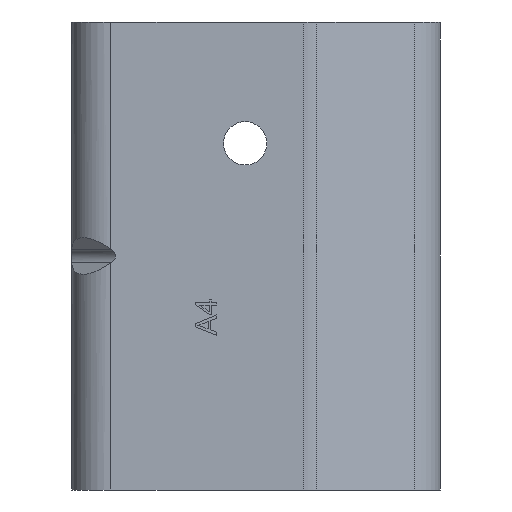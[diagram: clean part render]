
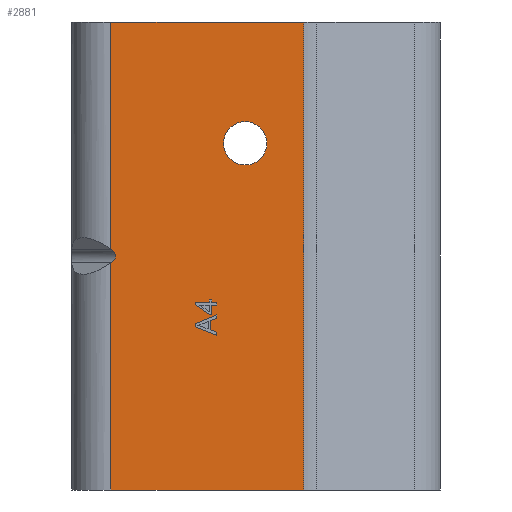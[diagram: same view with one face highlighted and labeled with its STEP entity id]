
A CAD part, left-side view. The second image highlights one B-rep face of the part: STEP entity #2881.
In plain terms, the highlighted planar face has unit normal (-1, 0, 0).
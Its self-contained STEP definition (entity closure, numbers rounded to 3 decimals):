
#46=FACE_BOUND('',#536,.T.);
#47=FACE_BOUND('',#537,.T.);
#48=FACE_BOUND('',#538,.T.);
#114=CIRCLE('',#3153,2.5);
#222=PLANE('',#3152);
#360=FACE_OUTER_BOUND('',#535,.T.);
#535=EDGE_LOOP('',(#2472,#2473,#2474,#2475,#2476,#2477,#2478,#2479));
#536=EDGE_LOOP('',(#2480));
#537=EDGE_LOOP('',(#2481,#2482,#2483,#2484,#2485,#2486,#2487,#2488));
#538=EDGE_LOOP('',(#2489,#2490,#2491,#2492,#2493,#2494,#2495,#2496,#2497,
#2498,#2499));
#616=LINE('',#4292,#918);
#630=LINE('',#4461,#932);
#631=LINE('',#4465,#933);
#632=LINE('',#4470,#934);
#761=LINE('',#4791,#1063);
#764=LINE('',#4796,#1066);
#766=LINE('',#4800,#1068);
#768=LINE('',#4804,#1070);
#770=LINE('',#4808,#1072);
#772=LINE('',#4812,#1074);
#775=LINE('',#4818,#1077);
#777=LINE('',#4822,#1079);
#779=LINE('',#4826,#1081);
#781=LINE('',#4830,#1083);
#783=LINE('',#4833,#1085);
#784=LINE('',#4837,#1086);
#788=LINE('',#4845,#1090);
#791=LINE('',#4851,#1093);
#794=LINE('',#4857,#1096);
#804=LINE('',#4878,#1106);
#807=LINE('',#4884,#1109);
#810=LINE('',#4890,#1112);
#813=LINE('',#4895,#1115);
#819=LINE('',#4936,#1121);
#820=LINE('',#4938,#1122);
#821=LINE('',#4939,#1123);
#918=VECTOR('',#3363,10.);
#932=VECTOR('',#3431,10.);
#933=VECTOR('',#3436,10.);
#934=VECTOR('',#3443,10.);
#1063=VECTOR('',#3736,10.);
#1066=VECTOR('',#3741,10.);
#1068=VECTOR('',#3745,10.);
#1070=VECTOR('',#3749,10.);
#1072=VECTOR('',#3753,10.);
#1074=VECTOR('',#3757,10.);
#1077=VECTOR('',#3764,10.);
#1079=VECTOR('',#3768,10.);
#1081=VECTOR('',#3772,10.);
#1083=VECTOR('',#3776,10.);
#1085=VECTOR('',#3780,10.);
#1086=VECTOR('',#3783,10.);
#1090=VECTOR('',#3789,10.);
#1093=VECTOR('',#3794,10.);
#1096=VECTOR('',#3799,10.);
#1106=VECTOR('',#3815,10.);
#1109=VECTOR('',#3820,10.);
#1112=VECTOR('',#3825,10.);
#1115=VECTOR('',#3830,10.);
#1121=VECTOR('',#3844,10.);
#1122=VECTOR('',#3845,10.);
#1123=VECTOR('',#3846,10.);
#1194=ELLIPSE('',#3011,1.414,1.);
#1256=VERTEX_POINT('',#4284);
#1257=VERTEX_POINT('',#4286);
#1258=VERTEX_POINT('',#4290);
#1276=VERTEX_POINT('',#4460);
#1277=VERTEX_POINT('',#4464);
#1278=VERTEX_POINT('',#4468);
#1387=VERTEX_POINT('',#4789);
#1388=VERTEX_POINT('',#4790);
#1389=VERTEX_POINT('',#4795);
#1390=VERTEX_POINT('',#4799);
#1391=VERTEX_POINT('',#4803);
#1392=VERTEX_POINT('',#4807);
#1393=VERTEX_POINT('',#4811);
#1394=VERTEX_POINT('',#4817);
#1395=VERTEX_POINT('',#4821);
#1396=VERTEX_POINT('',#4825);
#1397=VERTEX_POINT('',#4829);
#1398=VERTEX_POINT('',#4835);
#1399=VERTEX_POINT('',#4836);
#1402=VERTEX_POINT('',#4844);
#1404=VERTEX_POINT('',#4850);
#1406=VERTEX_POINT('',#4856);
#1414=VERTEX_POINT('',#4877);
#1416=VERTEX_POINT('',#4883);
#1418=VERTEX_POINT('',#4889);
#1424=VERTEX_POINT('',#4935);
#1425=VERTEX_POINT('',#4937);
#1426=VERTEX_POINT('',#4940);
#1545=EDGE_CURVE('',#1256,#1257,#1194,.T.);
#1548=EDGE_CURVE('',#1256,#1258,#616,.T.);
#1579=EDGE_CURVE('',#1276,#1257,#630,.T.);
#1581=EDGE_CURVE('',#1276,#1277,#631,.T.);
#1584=EDGE_CURVE('',#1278,#1258,#632,.T.);
#1739=EDGE_CURVE('',#1387,#1388,#761,.T.);
#1742=EDGE_CURVE('',#1388,#1389,#764,.T.);
#1744=EDGE_CURVE('',#1389,#1390,#766,.T.);
#1746=EDGE_CURVE('',#1390,#1391,#768,.T.);
#1748=EDGE_CURVE('',#1391,#1392,#770,.T.);
#1750=EDGE_CURVE('',#1392,#1393,#772,.T.);
#1753=EDGE_CURVE('',#1393,#1394,#775,.T.);
#1755=EDGE_CURVE('',#1394,#1395,#777,.T.);
#1757=EDGE_CURVE('',#1395,#1396,#779,.T.);
#1759=EDGE_CURVE('',#1396,#1397,#781,.T.);
#1761=EDGE_CURVE('',#1397,#1387,#783,.T.);
#1762=EDGE_CURVE('',#1398,#1399,#784,.T.);
#1766=EDGE_CURVE('',#1402,#1398,#788,.T.);
#1769=EDGE_CURVE('',#1404,#1402,#791,.T.);
#1772=EDGE_CURVE('',#1406,#1404,#794,.T.);
#1782=EDGE_CURVE('',#1414,#1406,#804,.T.);
#1785=EDGE_CURVE('',#1416,#1414,#807,.T.);
#1788=EDGE_CURVE('',#1418,#1416,#810,.T.);
#1791=EDGE_CURVE('',#1399,#1418,#813,.T.);
#1801=EDGE_CURVE('',#1278,#1424,#819,.T.);
#1802=EDGE_CURVE('',#1425,#1424,#820,.T.);
#1803=EDGE_CURVE('',#1425,#1277,#821,.T.);
#1804=EDGE_CURVE('',#1426,#1426,#114,.T.);
#2472=ORIENTED_EDGE('',*,*,#1548,.T.);
#2473=ORIENTED_EDGE('',*,*,#1584,.F.);
#2474=ORIENTED_EDGE('',*,*,#1801,.T.);
#2475=ORIENTED_EDGE('',*,*,#1802,.F.);
#2476=ORIENTED_EDGE('',*,*,#1803,.T.);
#2477=ORIENTED_EDGE('',*,*,#1581,.F.);
#2478=ORIENTED_EDGE('',*,*,#1579,.T.);
#2479=ORIENTED_EDGE('',*,*,#1545,.F.);
#2480=ORIENTED_EDGE('',*,*,#1804,.T.);
#2481=ORIENTED_EDGE('',*,*,#1762,.T.);
#2482=ORIENTED_EDGE('',*,*,#1791,.T.);
#2483=ORIENTED_EDGE('',*,*,#1788,.T.);
#2484=ORIENTED_EDGE('',*,*,#1785,.T.);
#2485=ORIENTED_EDGE('',*,*,#1782,.T.);
#2486=ORIENTED_EDGE('',*,*,#1772,.T.);
#2487=ORIENTED_EDGE('',*,*,#1769,.T.);
#2488=ORIENTED_EDGE('',*,*,#1766,.T.);
#2489=ORIENTED_EDGE('',*,*,#1739,.T.);
#2490=ORIENTED_EDGE('',*,*,#1742,.T.);
#2491=ORIENTED_EDGE('',*,*,#1744,.T.);
#2492=ORIENTED_EDGE('',*,*,#1746,.T.);
#2493=ORIENTED_EDGE('',*,*,#1748,.T.);
#2494=ORIENTED_EDGE('',*,*,#1750,.T.);
#2495=ORIENTED_EDGE('',*,*,#1753,.T.);
#2496=ORIENTED_EDGE('',*,*,#1755,.T.);
#2497=ORIENTED_EDGE('',*,*,#1757,.T.);
#2498=ORIENTED_EDGE('',*,*,#1759,.T.);
#2499=ORIENTED_EDGE('',*,*,#1761,.T.);
#2881=ADVANCED_FACE('',(#360,#46,#47,#48),#222,.T.);
#3011=AXIS2_PLACEMENT_3D('',#4287,#3356,#3357);
#3152=AXIS2_PLACEMENT_3D('',#4934,#3842,#3843);
#3153=AXIS2_PLACEMENT_3D('',#4941,#3847,#3848);
#3356=DIRECTION('center_axis',(-1.,0.,0.));
#3357=DIRECTION('ref_axis',(0.,-1.,0.));
#3363=DIRECTION('',(0.,0.816,-0.577));
#3431=DIRECTION('',(0.,-0.816,-0.577));
#3436=DIRECTION('',(0.,0.,1.));
#3443=DIRECTION('',(0.,0.,1.));
#3736=DIRECTION('',(0.,-1.,0.));
#3741=DIRECTION('',(0.,0.,-1.));
#3745=DIRECTION('',(0.,-1.,0.));
#3749=DIRECTION('',(0.,0.,-1.));
#3753=DIRECTION('',(0.,1.,0.));
#3757=DIRECTION('',(0.,0.,-1.));
#3764=DIRECTION('',(0.,1.,0.));
#3768=DIRECTION('',(0.,0.818,0.575));
#3772=DIRECTION('',(0.,0.,1.));
#3776=DIRECTION('',(0.,-1.,0.));
#3780=DIRECTION('',(0.,0.,1.));
#3783=DIRECTION('',(0.,0.,-1.));
#3789=DIRECTION('',(0.,0.934,-0.358));
#3794=DIRECTION('',(0.,0.,-1.));
#3799=DIRECTION('',(0.,-0.926,0.378));
#3815=DIRECTION('',(0.,0.,1.));
#3820=DIRECTION('',(0.,0.933,0.359));
#3825=DIRECTION('',(0.,0.,-1.));
#3830=DIRECTION('',(0.,-0.94,-0.341));
#3842=DIRECTION('center_axis',(-1.,0.,0.));
#3843=DIRECTION('ref_axis',(0.,0.,1.));
#3844=DIRECTION('',(0.,-1.,0.));
#3845=DIRECTION('',(0.,0.,-1.));
#3846=DIRECTION('',(0.,1.,0.));
#3847=DIRECTION('center_axis',(1.,0.,0.));
#3848=DIRECTION('ref_axis',(0.,0.,-1.));
#4284=CARTESIAN_POINT('',(-24.,37.879,-0.707));
#4286=CARTESIAN_POINT('',(-24.,37.879,0.707));
#4287=CARTESIAN_POINT('Origin',(-24.,38.879,0.));
#4290=CARTESIAN_POINT('',(-24.,38.,-0.793));
#4292=CARTESIAN_POINT('',(-24.,31.508,3.798));
#4460=CARTESIAN_POINT('',(-24.,38.,0.793));
#4461=CARTESIAN_POINT('',(-24.,30.513,-4.501));
#4464=CARTESIAN_POINT('',(-24.,38.,27.));
#4465=CARTESIAN_POINT('',(-24.,38.,0.));
#4468=CARTESIAN_POINT('',(-24.,38.,-27.));
#4470=CARTESIAN_POINT('',(-24.,38.,0.));
#4789=CARTESIAN_POINT('',(-24.,26.63,-5.034));
#4790=CARTESIAN_POINT('',(-24.,26.348,-5.034));
#4791=CARTESIAN_POINT('',(-24.,20.801,-5.034));
#4795=CARTESIAN_POINT('',(-24.,26.348,-5.371));
#4796=CARTESIAN_POINT('',(-24.,26.348,-2.517));
#4799=CARTESIAN_POINT('',(-24.,25.75,-5.371));
#4800=CARTESIAN_POINT('',(-24.,20.66,-5.371));
#4803=CARTESIAN_POINT('',(-24.,25.75,-5.678));
#4804=CARTESIAN_POINT('',(-24.,25.75,-2.685));
#4807=CARTESIAN_POINT('',(-24.,26.348,-5.678));
#4808=CARTESIAN_POINT('',(-24.,20.361,-5.678));
#4811=CARTESIAN_POINT('',(-24.,26.348,-6.762));
#4812=CARTESIAN_POINT('',(-24.,26.348,-2.839));
#4817=CARTESIAN_POINT('',(-24.,26.63,-6.762));
#4818=CARTESIAN_POINT('',(-24.,20.66,-6.762));
#4821=CARTESIAN_POINT('',(-24.,28.25,-5.622));
#4822=CARTESIAN_POINT('',(-24.,24.322,-8.386));
#4825=CARTESIAN_POINT('',(-24.,28.25,-5.371));
#4826=CARTESIAN_POINT('',(-24.,28.25,-2.811));
#4829=CARTESIAN_POINT('',(-24.,26.63,-5.371));
#4830=CARTESIAN_POINT('',(-24.,21.611,-5.371));
#4833=CARTESIAN_POINT('',(-24.,26.63,-2.685));
#4835=CARTESIAN_POINT('',(-24.,26.506,-7.467));
#4836=CARTESIAN_POINT('',(-24.,26.506,-8.515));
#4837=CARTESIAN_POINT('',(-24.,26.506,-3.733));
#4844=CARTESIAN_POINT('',(-24.,25.75,-7.177));
#4845=CARTESIAN_POINT('',(-24.,19.851,-4.919));
#4850=CARTESIAN_POINT('',(-24.,25.75,-6.8));
#4851=CARTESIAN_POINT('',(-24.,25.75,-3.4));
#4856=CARTESIAN_POINT('',(-24.,28.25,-7.821));
#4857=CARTESIAN_POINT('',(-24.,21.191,-4.937));
#4877=CARTESIAN_POINT('',(-24.,28.25,-8.179));
#4878=CARTESIAN_POINT('',(-24.,28.25,-4.09));
#4883=CARTESIAN_POINT('',(-24.,25.75,-9.14));
#4884=CARTESIAN_POINT('',(-24.,22.583,-10.356));
#4889=CARTESIAN_POINT('',(-24.,25.75,-8.789));
#4890=CARTESIAN_POINT('',(-24.,25.75,-4.395));
#4895=CARTESIAN_POINT('',(-24.,22.774,-9.869));
#4934=CARTESIAN_POINT('Origin',(-24.,14.971,0.));
#4935=CARTESIAN_POINT('',(-24.,15.764,-27.));
#4936=CARTESIAN_POINT('',(-24.,42.5,-27.));
#4937=CARTESIAN_POINT('',(-24.,15.764,27.));
#4938=CARTESIAN_POINT('',(-24.,15.764,0.));
#4939=CARTESIAN_POINT('',(-24.,42.5,27.));
#4940=CARTESIAN_POINT('',(-24.,22.5,15.5));
#4941=CARTESIAN_POINT('Origin',(-24.,22.5,13.));
